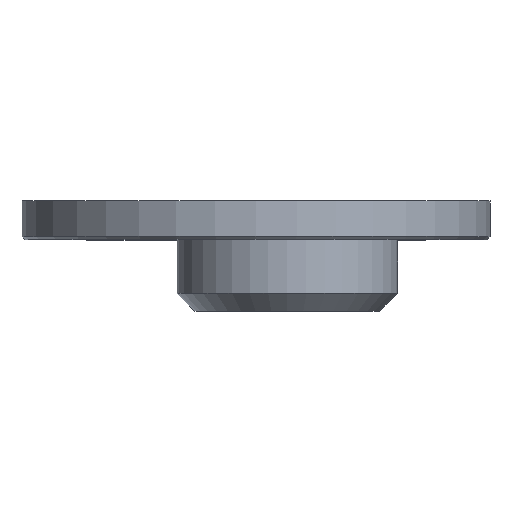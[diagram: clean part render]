
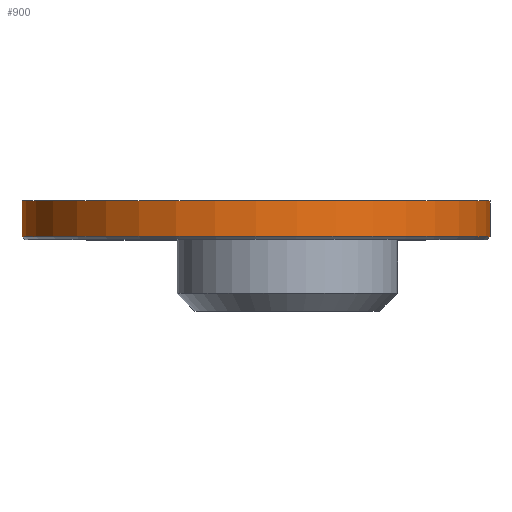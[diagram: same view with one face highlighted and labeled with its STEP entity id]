
A CAD part, top view. The second image highlights one B-rep face of the part: STEP entity #900.
In plain terms, the highlighted cylindrical face has radius 78.5 mm (diameter 157 mm), a full revolution.
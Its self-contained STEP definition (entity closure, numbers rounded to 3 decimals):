
#193 = CONICAL_SURFACE('',#194,78.5,0.785);
#194 = AXIS2_PLACEMENT_3D('',#195,#196,#197);
#195 = CARTESIAN_POINT('',(0.,-12.,0.));
#196 = DIRECTION('',(0.,1.,0.));
#197 = DIRECTION('',(1.,0.,0.));
#461 = VERTEX_POINT('',#462);
#462 = CARTESIAN_POINT('',(78.5,-12.,0.));
#485 = EDGE_CURVE('',#461,#461,#486,.T.);
#486 = SURFACE_CURVE('',#487,(#492,#499),.PCURVE_S1.);
#487 = CIRCLE('',#488,78.5);
#488 = AXIS2_PLACEMENT_3D('',#489,#490,#491);
#489 = CARTESIAN_POINT('',(0.,-12.,0.));
#490 = DIRECTION('',(0.,-1.,0.));
#491 = DIRECTION('',(1.,0.,0.));
#492 = PCURVE('',#193,#493);
#493 = DEFINITIONAL_REPRESENTATION('',(#494),#498);
#494 = LINE('',#495,#496);
#495 = CARTESIAN_POINT('',(-0.,0.));
#496 = VECTOR('',#497,1.);
#497 = DIRECTION('',(-1.,0.));
#498 = ( GEOMETRIC_REPRESENTATION_CONTEXT(2) 
PARAMETRIC_REPRESENTATION_CONTEXT() REPRESENTATION_CONTEXT('2D SPACE',''
  ) );
#499 = PCURVE('',#500,#505);
#500 = CYLINDRICAL_SURFACE('',#501,78.5);
#501 = AXIS2_PLACEMENT_3D('',#502,#503,#504);
#502 = CARTESIAN_POINT('',(0.,0.,
    0.));
#503 = DIRECTION('',(0.,1.,0.));
#504 = DIRECTION('',(1.,0.,0.));
#505 = DEFINITIONAL_REPRESENTATION('',(#506),#510);
#506 = LINE('',#507,#508);
#507 = CARTESIAN_POINT('',(-0.,-12.));
#508 = VECTOR('',#509,1.);
#509 = DIRECTION('',(-1.,0.));
#510 = ( GEOMETRIC_REPRESENTATION_CONTEXT(2) 
PARAMETRIC_REPRESENTATION_CONTEXT() REPRESENTATION_CONTEXT('2D SPACE',''
  ) );
#900 = ADVANCED_FACE('',(#901),#500,.T.);
#901 = FACE_BOUND('',#902,.F.);
#902 = EDGE_LOOP('',(#903,#926,#927,#928));
#903 = ORIENTED_EDGE('',*,*,#904,.T.);
#904 = EDGE_CURVE('',#905,#461,#907,.T.);
#905 = VERTEX_POINT('',#906);
#906 = CARTESIAN_POINT('',(78.5,0.,0.));
#907 = SEAM_CURVE('',#908,(#912,#919),.PCURVE_S1.);
#908 = LINE('',#909,#910);
#909 = CARTESIAN_POINT('',(78.5,0.,0.));
#910 = VECTOR('',#911,1.);
#911 = DIRECTION('',(0.,-1.,0.));
#912 = PCURVE('',#500,#913);
#913 = DEFINITIONAL_REPRESENTATION('',(#914),#918);
#914 = LINE('',#915,#916);
#915 = CARTESIAN_POINT('',(-0.,0.));
#916 = VECTOR('',#917,1.);
#917 = DIRECTION('',(-0.,-1.));
#918 = ( GEOMETRIC_REPRESENTATION_CONTEXT(2) 
PARAMETRIC_REPRESENTATION_CONTEXT() REPRESENTATION_CONTEXT('2D SPACE',''
  ) );
#919 = PCURVE('',#500,#920);
#920 = DEFINITIONAL_REPRESENTATION('',(#921),#925);
#921 = LINE('',#922,#923);
#922 = CARTESIAN_POINT('',(-6.283,0.));
#923 = VECTOR('',#924,1.);
#924 = DIRECTION('',(-0.,-1.));
#925 = ( GEOMETRIC_REPRESENTATION_CONTEXT(2) 
PARAMETRIC_REPRESENTATION_CONTEXT() REPRESENTATION_CONTEXT('2D SPACE',''
  ) );
#926 = ORIENTED_EDGE('',*,*,#485,.T.);
#927 = ORIENTED_EDGE('',*,*,#904,.F.);
#928 = ORIENTED_EDGE('',*,*,#929,.F.);
#929 = EDGE_CURVE('',#905,#905,#930,.T.);
#930 = SURFACE_CURVE('',#931,(#936,#943),.PCURVE_S1.);
#931 = CIRCLE('',#932,78.5);
#932 = AXIS2_PLACEMENT_3D('',#933,#934,#935);
#933 = CARTESIAN_POINT('',(0.,0.,
    0.));
#934 = DIRECTION('',(0.,-1.,0.));
#935 = DIRECTION('',(1.,0.,0.));
#936 = PCURVE('',#500,#937);
#937 = DEFINITIONAL_REPRESENTATION('',(#938),#942);
#938 = LINE('',#939,#940);
#939 = CARTESIAN_POINT('',(-0.,0.));
#940 = VECTOR('',#941,1.);
#941 = DIRECTION('',(-1.,0.));
#942 = ( GEOMETRIC_REPRESENTATION_CONTEXT(2) 
PARAMETRIC_REPRESENTATION_CONTEXT() REPRESENTATION_CONTEXT('2D SPACE',''
  ) );
#943 = PCURVE('',#944,#949);
#944 = PLANE('',#945);
#945 = AXIS2_PLACEMENT_3D('',#946,#947,#948);
#946 = CARTESIAN_POINT('',(0.,0.,0.));
#947 = DIRECTION('',(0.,1.,0.));
#948 = DIRECTION('',(0.,0.,1.));
#949 = DEFINITIONAL_REPRESENTATION('',(#950),#958);
#950 = ( BOUNDED_CURVE() B_SPLINE_CURVE(2,(#951,#952,#953,#954,#955,#956
,#957),.UNSPECIFIED.,.T.,.F.) B_SPLINE_CURVE_WITH_KNOTS((1,2,2,2,2,1),(
    -2.094,0.,2.094,4.189,6.283,
8.378),.UNSPECIFIED.) CURVE() GEOMETRIC_REPRESENTATION_ITEM() 
RATIONAL_B_SPLINE_CURVE((1.,0.5,1.,0.5,1.,0.5,1.)) REPRESENTATION_ITEM(
  '') );
#951 = CARTESIAN_POINT('',(0.,78.5));
#952 = CARTESIAN_POINT('',(135.966,78.5));
#953 = CARTESIAN_POINT('',(67.983,-39.25));
#954 = CARTESIAN_POINT('',(0.,-157.));
#955 = CARTESIAN_POINT('',(-67.983,-39.25));
#956 = CARTESIAN_POINT('',(-135.966,78.5));
#957 = CARTESIAN_POINT('',(0.,78.5));
#958 = ( GEOMETRIC_REPRESENTATION_CONTEXT(2) 
PARAMETRIC_REPRESENTATION_CONTEXT() REPRESENTATION_CONTEXT('2D SPACE',''
  ) );
